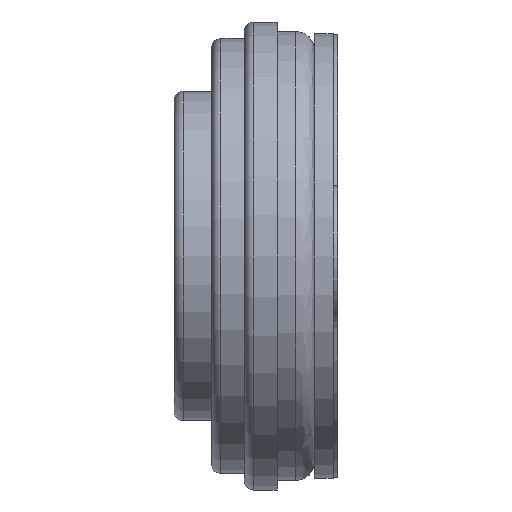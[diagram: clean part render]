
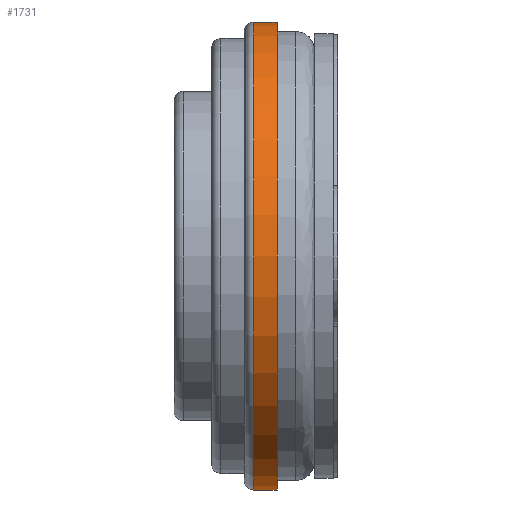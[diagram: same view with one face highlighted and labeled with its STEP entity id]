
A CAD part, left-side view. The second image highlights one B-rep face of the part: STEP entity #1731.
In plain terms, the highlighted cylindrical face has radius 5 mm (diameter 10 mm), a full revolution.
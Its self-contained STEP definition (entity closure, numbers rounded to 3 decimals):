
#9 = DIRECTION ( 'NONE',  ( 0., -1., 0. ) ) ;
#130 = CYLINDRICAL_SURFACE ( 'NONE', #1534, 5. ) ;
#170 = FACE_OUTER_BOUND ( 'NONE', #824, .T. ) ;
#277 = VERTEX_POINT ( 'NONE', #1605 ) ;
#314 = ORIENTED_EDGE ( 'NONE', *, *, #1111, .T. ) ;
#365 = CARTESIAN_POINT ( 'NONE',  ( 0.485, -0.626, 10. ) ) ;
#402 = VERTEX_POINT ( 'NONE', #919 ) ;
#540 = DIRECTION ( 'NONE',  ( 0., 0., -1. ) ) ;
#648 = EDGE_CURVE ( 'NONE', #277, #277, #1448, .T. ) ;
#681 = AXIS2_PLACEMENT_3D ( 'NONE', #365, #787, #1738 ) ;
#695 = CARTESIAN_POINT ( 'NONE',  ( 0.485, -0.126, 10. ) ) ;
#787 = DIRECTION ( 'NONE',  ( 0., 1., 0. ) ) ;
#824 = EDGE_LOOP ( 'NONE', ( #1537 ) ) ;
#919 = CARTESIAN_POINT ( 'NONE',  ( 0.485, -0.126, 5. ) ) ;
#981 = EDGE_LOOP ( 'NONE', ( #314 ) ) ;
#1067 = CARTESIAN_POINT ( 'NONE',  ( 0.485, 0.92, 10. ) ) ;
#1111 = EDGE_CURVE ( 'NONE', #402, #402, #1727, .T. ) ;
#1114 = DIRECTION ( 'NONE',  ( 0., 0., -1. ) ) ;
#1400 = AXIS2_PLACEMENT_3D ( 'NONE', #695, #9, #1114 ) ;
#1448 = CIRCLE ( 'NONE', #681, 5. ) ;
#1534 = AXIS2_PLACEMENT_3D ( 'NONE', #1067, #1582, #540 ) ;
#1537 = ORIENTED_EDGE ( 'NONE', *, *, #648, .T. ) ;
#1582 = DIRECTION ( 'NONE',  ( 0., -1., 0. ) ) ;
#1605 = CARTESIAN_POINT ( 'NONE',  ( 0.485, -0.626, 5. ) ) ;
#1629 = FACE_OUTER_BOUND ( 'NONE', #981, .T. ) ;
#1727 = CIRCLE ( 'NONE', #1400, 5. ) ;
#1731 = ADVANCED_FACE ( 'NONE', ( #170, #1629 ), #130, .T. ) ;
#1738 = DIRECTION ( 'NONE',  ( 0., 0., -1. ) ) ;
